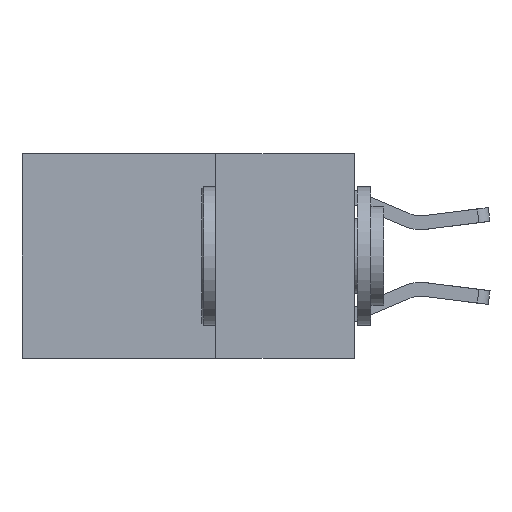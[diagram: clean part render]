
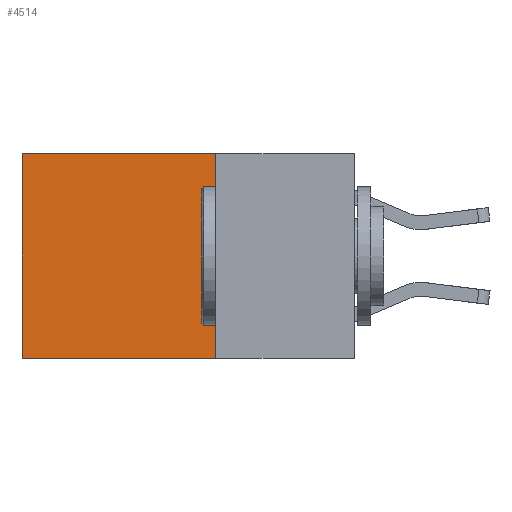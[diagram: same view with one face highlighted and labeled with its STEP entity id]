
A CAD part, left-side view. The second image highlights one B-rep face of the part: STEP entity #4514.
In plain terms, the highlighted planar face has unit normal (-1, 0, 0).
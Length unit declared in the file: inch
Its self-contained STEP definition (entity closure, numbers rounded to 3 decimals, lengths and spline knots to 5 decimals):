
#71 = FACE_OUTER_BOUND ( 'NONE', #10421, .T. ) ;
#386 = CARTESIAN_POINT ( 'NONE',  ( 0.2625, 0.6, 0. ) ) ;
#451 = LINE ( 'NONE', #8250, #9586 ) ;
#673 = CARTESIAN_POINT ( 'NONE',  ( 0.2625, 0.25, 0. ) ) ;
#805 = LINE ( 'NONE', #673, #5062 ) ;
#1537 = LINE ( 'NONE', #5420, #6072 ) ;
#1653 = DIRECTION ( 'NONE',  ( 1., 0., 0. ) ) ;
#2609 = CARTESIAN_POINT ( 'NONE',  ( 0.2625, 0.6, 0. ) ) ;
#2659 = LINE ( 'NONE', #2609, #9395 ) ;
#2753 = DIRECTION ( 'NONE',  ( 0., 1., 0. ) ) ;
#3680 = EDGE_CURVE ( 'NONE', #9011, #10145, #1537, .T. ) ;
#3876 = ORIENTED_EDGE ( 'NONE', *, *, #8897, .T. ) ;
#4514 = ADVANCED_FACE ( 'NONE', ( #71 ), #5303, .F. ) ;
#4992 = CARTESIAN_POINT ( 'NONE',  ( 0.2625, 0.25, 0. ) ) ;
#5062 = VECTOR ( 'NONE', #7184, 39.37008 ) ;
#5303 = PLANE ( 'NONE',  #11725 ) ;
#5348 = DIRECTION ( 'NONE',  ( 0., 0., -1. ) ) ;
#5420 = CARTESIAN_POINT ( 'NONE',  ( 0.2625, 0.25, -0.37 ) ) ;
#5757 = ORIENTED_EDGE ( 'NONE', *, *, #7149, .T. ) ;
#5867 = VERTEX_POINT ( 'NONE', #386 ) ;
#6072 = VECTOR ( 'NONE', #10101, 39.37008 ) ;
#7149 = EDGE_CURVE ( 'NONE', #5867, #10145, #2659, .T. ) ;
#7184 = DIRECTION ( 'NONE',  ( 0., 0., -1. ) ) ;
#8250 = CARTESIAN_POINT ( 'NONE',  ( 0.2625, 0.25, 0. ) ) ;
#8897 = EDGE_CURVE ( 'NONE', #9269, #5867, #451, .T. ) ;
#9011 = VERTEX_POINT ( 'NONE', #9248 ) ;
#9027 = DIRECTION ( 'NONE',  ( 0., 0., -1. ) ) ;
#9248 = CARTESIAN_POINT ( 'NONE',  ( 0.2625, 0.25, -0.37 ) ) ;
#9269 = VERTEX_POINT ( 'NONE', #4992 ) ;
#9395 = VECTOR ( 'NONE', #9027, 39.37008 ) ;
#9586 = VECTOR ( 'NONE', #2753, 39.37008 ) ;
#10042 = ORIENTED_EDGE ( 'NONE', *, *, #11281, .F. ) ;
#10101 = DIRECTION ( 'NONE',  ( 0., 1., 0. ) ) ;
#10145 = VERTEX_POINT ( 'NONE', #11591 ) ;
#10421 = EDGE_LOOP ( 'NONE', ( #5757, #11060, #10042, #3876 ) ) ;
#11060 = ORIENTED_EDGE ( 'NONE', *, *, #3680, .F. ) ;
#11281 = EDGE_CURVE ( 'NONE', #9269, #9011, #805, .T. ) ;
#11591 = CARTESIAN_POINT ( 'NONE',  ( 0.2625, 0.6, -0.37 ) ) ;
#11701 = CARTESIAN_POINT ( 'NONE',  ( 0.2625, 0.25, 0. ) ) ;
#11725 = AXIS2_PLACEMENT_3D ( 'NONE', #11701, #1653, #5348 ) ;
